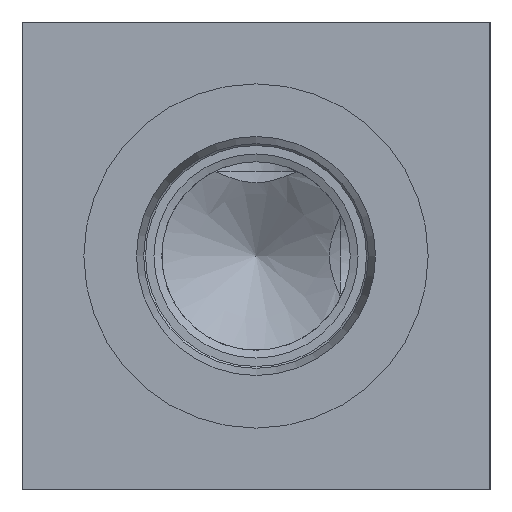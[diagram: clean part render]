
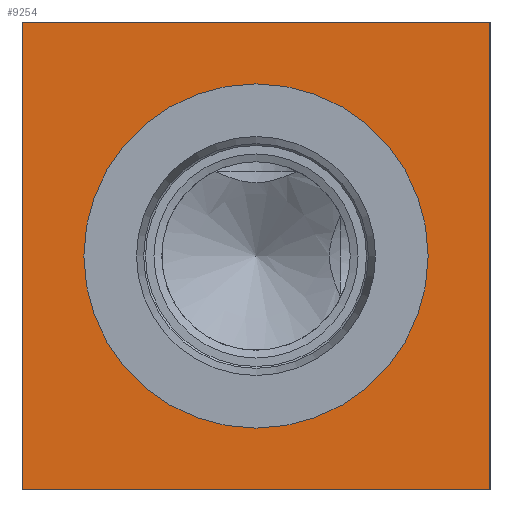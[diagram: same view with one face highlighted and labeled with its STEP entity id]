
A CAD part, left-side view. The second image highlights one B-rep face of the part: STEP entity #9254.
In plain terms, the highlighted planar face has unit normal (-1, 0, 0).
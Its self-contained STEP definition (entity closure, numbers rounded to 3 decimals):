
#206=CIRCLE('',#9547,21.019);
#207=CIRCLE('',#9548,21.019);
#475=FACE_BOUND('',#1737,.T.);
#713=PLANE('',#9889);
#1191=FACE_OUTER_BOUND('',#1736,.T.);
#1736=EDGE_LOOP('',(#8290,#8291,#8292,#8293));
#1737=EDGE_LOOP('',(#8294,#8295));
#2003=LINE('',#14449,#2755);
#2503=LINE('',#16340,#3255);
#2504=LINE('',#16341,#3256);
#2505=LINE('',#16342,#3257);
#2755=VECTOR('',#10243,10.);
#3255=VECTOR('',#11873,10.);
#3256=VECTOR('',#11874,10.);
#3257=VECTOR('',#11875,10.);
#3865=VERTEX_POINT('',#14442);
#3868=VERTEX_POINT('',#14447);
#4205=VERTEX_POINT('',#15671);
#4206=VERTEX_POINT('',#15672);
#4425=VERTEX_POINT('',#16338);
#4426=VERTEX_POINT('',#16339);
#4915=EDGE_CURVE('',#3868,#3865,#2003,.T.);
#5407=EDGE_CURVE('',#4205,#4206,#206,.T.);
#5408=EDGE_CURVE('',#4206,#4205,#207,.T.);
#5725=EDGE_CURVE('',#4425,#4426,#2503,.T.);
#5726=EDGE_CURVE('',#4426,#3865,#2504,.T.);
#5727=EDGE_CURVE('',#4425,#3868,#2505,.T.);
#8290=ORIENTED_EDGE('',*,*,#5725,.T.);
#8291=ORIENTED_EDGE('',*,*,#5726,.T.);
#8292=ORIENTED_EDGE('',*,*,#4915,.F.);
#8293=ORIENTED_EDGE('',*,*,#5727,.F.);
#8294=ORIENTED_EDGE('',*,*,#5407,.T.);
#8295=ORIENTED_EDGE('',*,*,#5408,.T.);
#9254=ADVANCED_FACE('',(#1191,#475),#713,.T.);
#9547=AXIS2_PLACEMENT_3D('',#15673,#11083,#11084);
#9548=AXIS2_PLACEMENT_3D('',#15674,#11085,#11086);
#9889=AXIS2_PLACEMENT_3D('',#16337,#11871,#11872);
#10243=DIRECTION('',(0.,-1.,0.));
#11083=DIRECTION('center_axis',(1.,0.,0.));
#11084=DIRECTION('ref_axis',(0.,0.,1.));
#11085=DIRECTION('center_axis',(1.,0.,0.));
#11086=DIRECTION('ref_axis',(0.,0.,1.));
#11871=DIRECTION('center_axis',(-1.,0.,0.));
#11872=DIRECTION('ref_axis',(0.,-1.,0.));
#11873=DIRECTION('',(0.,-1.,0.));
#11874=DIRECTION('',(0.,0.,1.));
#11875=DIRECTION('',(0.,0.,1.));
#14442=CARTESIAN_POINT('',(0.,0.,57.15));
#14447=CARTESIAN_POINT('',(0.,57.15,57.15));
#14449=CARTESIAN_POINT('',(0.,57.15,57.15));
#15671=CARTESIAN_POINT('',(0.,28.575,49.594));
#15672=CARTESIAN_POINT('',(0.,28.575,7.556));
#15673=CARTESIAN_POINT('Origin',(0.,28.575,28.575));
#15674=CARTESIAN_POINT('Origin',(0.,28.575,28.575));
#16337=CARTESIAN_POINT('Origin',(0.,57.15,0.));
#16338=CARTESIAN_POINT('',(0.,57.15,0.));
#16339=CARTESIAN_POINT('',(0.,0.,0.));
#16340=CARTESIAN_POINT('',(0.,57.15,0.));
#16341=CARTESIAN_POINT('',(0.,0.,0.));
#16342=CARTESIAN_POINT('',(0.,57.15,0.));
